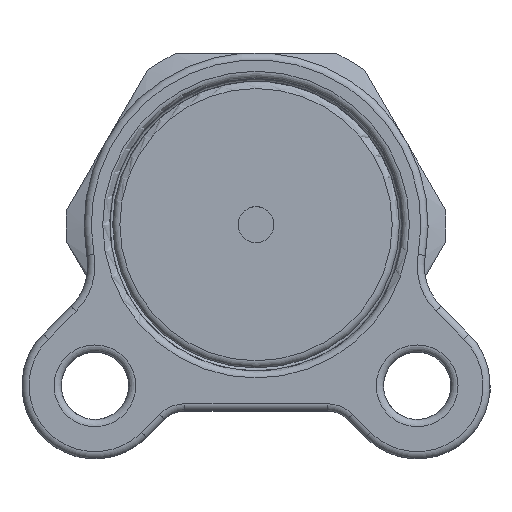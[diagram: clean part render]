
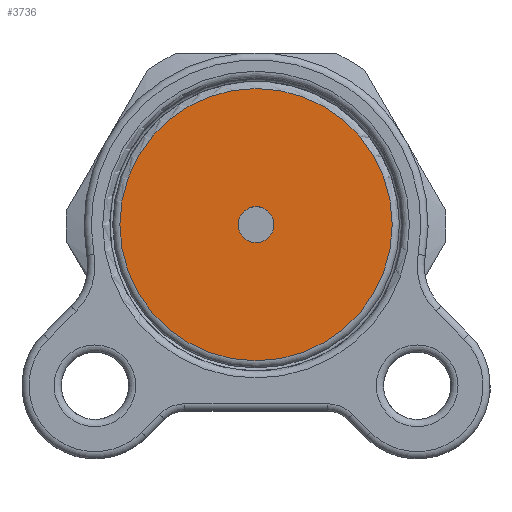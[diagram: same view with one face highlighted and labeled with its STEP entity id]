
A CAD part, top view. The second image highlights one B-rep face of the part: STEP entity #3736.
In plain terms, the highlighted planar face has unit normal (0, 0, 1).
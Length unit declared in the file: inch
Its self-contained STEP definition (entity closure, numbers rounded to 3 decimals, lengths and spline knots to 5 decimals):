
#184 = VERTEX_POINT ( 'NONE', #1700 ) ;
#375 = DIRECTION ( 'NONE',  ( -1., 0., 0. ) ) ;
#489 = FACE_OUTER_BOUND ( 'NONE', #4306, .T. ) ;
#767 = DIRECTION ( 'NONE',  ( 1., 0., 0. ) ) ;
#916 = ORIENTED_EDGE ( 'NONE', *, *, #3059, .F. ) ;
#1113 = CIRCLE ( 'NONE', #1997, 0.37402 ) ;
#1667 = CIRCLE ( 'NONE', #2542, 0.04921 ) ;
#1700 = CARTESIAN_POINT ( 'NONE',  ( 0.04921, 0., 1.18504 ) ) ;
#1800 = DIRECTION ( 'NONE',  ( 0., 0., 1. ) ) ;
#1997 = AXIS2_PLACEMENT_3D ( 'NONE', #3577, #5087, #375 ) ;
#2106 = DIRECTION ( 'NONE',  ( -1., 0., 0. ) ) ;
#2140 = PLANE ( 'NONE',  #2583 ) ;
#2479 = EDGE_CURVE ( 'NONE', #4827, #4827, #1113, .T. ) ;
#2542 = AXIS2_PLACEMENT_3D ( 'NONE', #4381, #1800, #767 ) ;
#2583 = AXIS2_PLACEMENT_3D ( 'NONE', #3730, #4782, #2106 ) ;
#3057 = EDGE_LOOP ( 'NONE', ( #916 ) ) ;
#3059 = EDGE_CURVE ( 'NONE', #184, #184, #1667, .T. ) ;
#3063 = ORIENTED_EDGE ( 'NONE', *, *, #2479, .F. ) ;
#3577 = CARTESIAN_POINT ( 'NONE',  ( 0., 0., 1.18504 ) ) ;
#3730 = CARTESIAN_POINT ( 'NONE',  ( 0., 0., 1.18504 ) ) ;
#3736 = ADVANCED_FACE ( 'NONE', ( #489, #4269 ), #2140, .F. ) ;
#4269 = FACE_BOUND ( 'NONE', #3057, .T. ) ;
#4306 = EDGE_LOOP ( 'NONE', ( #3063 ) ) ;
#4381 = CARTESIAN_POINT ( 'NONE',  ( 0., 0., 1.18504 ) ) ;
#4782 = DIRECTION ( 'NONE',  ( 0., 0., -1. ) ) ;
#4827 = VERTEX_POINT ( 'NONE', #6358 ) ;
#5087 = DIRECTION ( 'NONE',  ( 0., 0., -1. ) ) ;
#6358 = CARTESIAN_POINT ( 'NONE',  ( -0.37402, 0., 1.18504 ) ) ;
